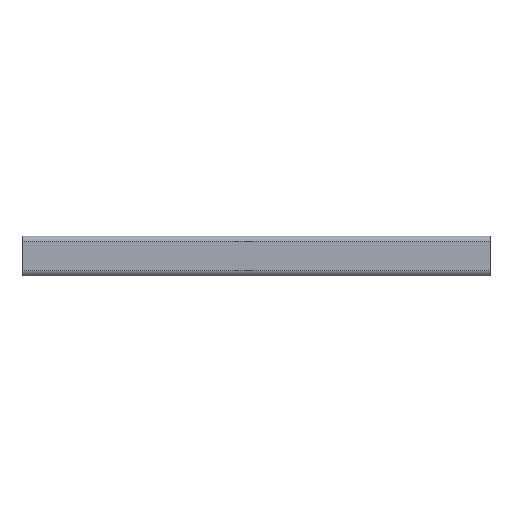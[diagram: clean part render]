
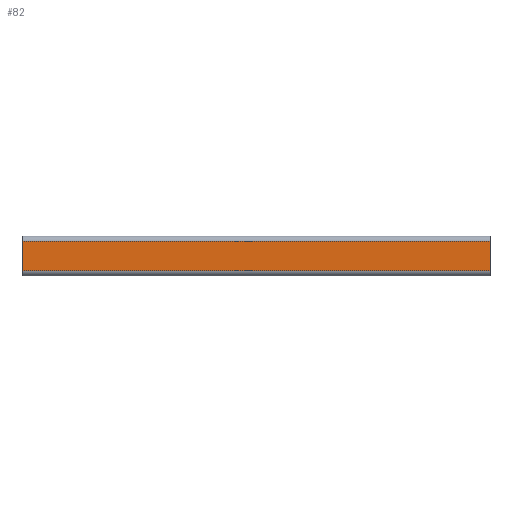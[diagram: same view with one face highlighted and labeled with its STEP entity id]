
A CAD part, left-side view. The second image highlights one B-rep face of the part: STEP entity #82.
In plain terms, the highlighted planar face has unit normal (-1, 0, 0).
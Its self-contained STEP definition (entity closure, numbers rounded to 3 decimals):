
#82 = ADVANCED_FACE( '', ( #170 ), #171, .T. );
#170 = FACE_OUTER_BOUND( '', #261, .T. );
#171 = PLANE( '', #262 );
#261 = EDGE_LOOP( '', ( #465, #466, #467, #468 ) );
#262 = AXIS2_PLACEMENT_3D( '', #469, #470, #471 );
#465 = ORIENTED_EDGE( '', *, *, #637, .F. );
#466 = ORIENTED_EDGE( '', *, *, #655, .F. );
#467 = ORIENTED_EDGE( '', *, *, #611, .T. );
#468 = ORIENTED_EDGE( '', *, *, #630, .T. );
#469 = CARTESIAN_POINT( '', ( -7.5, 100., 3.1 ) );
#470 = DIRECTION( '', ( -1., 0., 0. ) );
#471 = DIRECTION( '', ( 0., 0., 1. ) );
#611 = EDGE_CURVE( '', #750, #748, #751, .T. );
#630 = EDGE_CURVE( '', #748, #776, #778, .T. );
#637 = EDGE_CURVE( '', #786, #776, #788, .T. );
#655 = EDGE_CURVE( '', #750, #786, #813, .T. );
#748 = VERTEX_POINT( '', #928 );
#750 = VERTEX_POINT( '', #931 );
#751 = LINE( '', #932, #933 );
#776 = VERTEX_POINT( '', #966 );
#778 = LINE( '', #969, #970 );
#786 = VERTEX_POINT( '', #981 );
#788 = LINE( '', #984, #985 );
#813 = LINE( '', #1018, #1019 );
#928 = CARTESIAN_POINT( '', ( -7.5, 100., -3.1 ) );
#931 = CARTESIAN_POINT( '', ( -7.5, 100., 3.1 ) );
#932 = CARTESIAN_POINT( '', ( -7.5, 100., 3.1 ) );
#933 = VECTOR( '', #1109, 1000. );
#966 = CARTESIAN_POINT( '', ( -7.5, 0., -3.1 ) );
#969 = CARTESIAN_POINT( '', ( -7.5, 100., -3.1 ) );
#970 = VECTOR( '', #1131, 1000. );
#981 = CARTESIAN_POINT( '', ( -7.5, 0., 3.1 ) );
#984 = CARTESIAN_POINT( '', ( -7.5, 0., 3.1 ) );
#985 = VECTOR( '', #1136, 1000. );
#1018 = CARTESIAN_POINT( '', ( -7.5, 100., 3.1 ) );
#1019 = VECTOR( '', #1163, 1000. );
#1109 = DIRECTION( '', ( 0., 0., -1. ) );
#1131 = DIRECTION( '', ( 0., -1., 0. ) );
#1136 = DIRECTION( '', ( 0., 0., -1. ) );
#1163 = DIRECTION( '', ( 0., -1., 0. ) );
